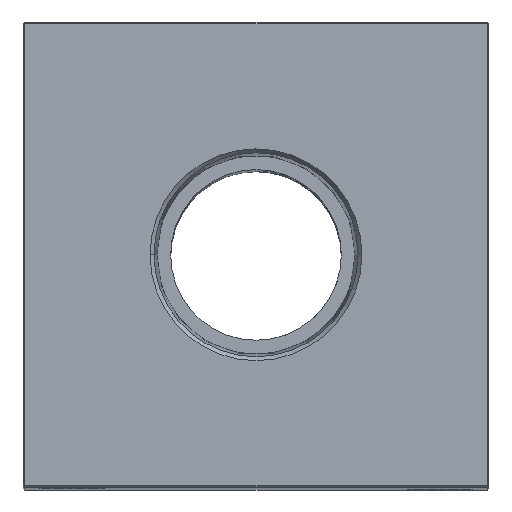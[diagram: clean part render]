
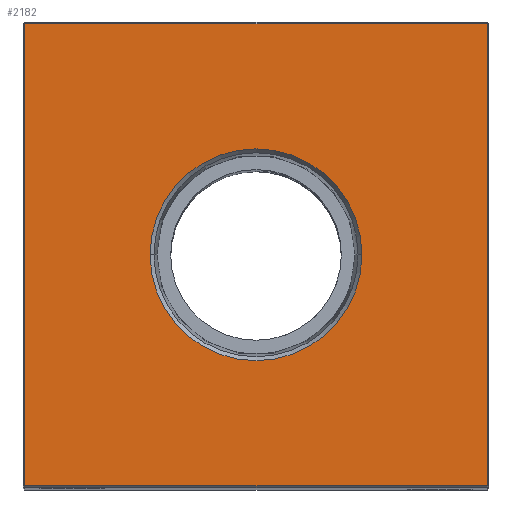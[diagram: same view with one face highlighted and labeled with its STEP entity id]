
A CAD part, top view. The second image highlights one B-rep face of the part: STEP entity #2182.
In plain terms, the highlighted planar face has unit normal (0, 0, 1).
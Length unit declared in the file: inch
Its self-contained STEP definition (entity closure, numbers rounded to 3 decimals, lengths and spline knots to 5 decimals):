
#394 = CARTESIAN_POINT ( 'NONE',  ( 0., -1.49, 9.25 ) ) ;
#444 = CARTESIAN_POINT ( 'NONE',  ( -0.68248, 0., 9.25 ) ) ;
#1051 = LINE ( 'NONE', #23129, #21574 ) ;
#1607 = LINE ( 'NONE', #9697, #15474 ) ;
#1714 = LINE ( 'NONE', #25799, #25683 ) ;
#2182 = ADVANCED_FACE ( 'NONE', ( #22146, #10159 ), #18038, .F. ) ;
#2795 = CARTESIAN_POINT ( 'NONE',  ( 1.49, 1.49, 9.25 ) ) ;
#4270 = ORIENTED_EDGE ( 'NONE', *, *, #16636, .T. ) ;
#5299 = CIRCLE ( 'NONE', #9531, 0.68248 ) ;
#5768 = VERTEX_POINT ( 'NONE', #17445 ) ;
#5798 = CARTESIAN_POINT ( 'NONE',  ( 0., 0., 9.25 ) ) ;
#5997 = EDGE_CURVE ( 'NONE', #10826, #12293, #1607, .T. ) ;
#6193 = DIRECTION ( 'NONE',  ( 0., 0., -1. ) ) ;
#7297 = DIRECTION ( 'NONE',  ( 0., 1., 0. ) ) ;
#7817 = VERTEX_POINT ( 'NONE', #12861 ) ;
#9531 = AXIS2_PLACEMENT_3D ( 'NONE', #17900, #12280, #24154 ) ;
#9697 = CARTESIAN_POINT ( 'NONE',  ( 0., 1.49, 9.25 ) ) ;
#10025 = DIRECTION ( 'NONE',  ( 0., 0., 1. ) ) ;
#10159 = FACE_BOUND ( 'NONE', #18697, .T. ) ;
#10335 = LINE ( 'NONE', #394, #18593 ) ;
#10734 = DIRECTION ( 'NONE',  ( 0., -1., 0. ) ) ;
#10826 = VERTEX_POINT ( 'NONE', #2795 ) ;
#11609 = AXIS2_PLACEMENT_3D ( 'NONE', #5798, #10025, #13903 ) ;
#12280 = DIRECTION ( 'NONE',  ( 0., 0., 1. ) ) ;
#12293 = VERTEX_POINT ( 'NONE', #16422 ) ;
#12861 = CARTESIAN_POINT ( 'NONE',  ( 0.68248, 0., 9.25 ) ) ;
#13146 = CARTESIAN_POINT ( 'NONE',  ( 1.49, -1.49, 9.25 ) ) ;
#13824 = ORIENTED_EDGE ( 'NONE', *, *, #5997, .T. ) ;
#13903 = DIRECTION ( 'NONE',  ( 1., 0., 0. ) ) ;
#14006 = AXIS2_PLACEMENT_3D ( 'NONE', #22280, #6193, #22019 ) ;
#14202 = VERTEX_POINT ( 'NONE', #13146 ) ;
#15474 = VECTOR ( 'NONE', #17835, 39.37008 ) ;
#15775 = EDGE_CURVE ( 'NONE', #5768, #14202, #10335, .T. ) ;
#15801 = EDGE_LOOP ( 'NONE', ( #4270, #18172, #24525, #13824 ) ) ;
#16422 = CARTESIAN_POINT ( 'NONE',  ( -1.49, 1.49, 9.25 ) ) ;
#16636 = EDGE_CURVE ( 'NONE', #12293, #5768, #1051, .T. ) ;
#17445 = CARTESIAN_POINT ( 'NONE',  ( -1.49, -1.49, 9.25 ) ) ;
#17835 = DIRECTION ( 'NONE',  ( -1., 0., 0. ) ) ;
#17853 = ORIENTED_EDGE ( 'NONE', *, *, #21678, .F. ) ;
#17900 = CARTESIAN_POINT ( 'NONE',  ( 0., 0., 9.25 ) ) ;
#18038 = PLANE ( 'NONE',  #14006 ) ;
#18172 = ORIENTED_EDGE ( 'NONE', *, *, #15775, .T. ) ;
#18213 = DIRECTION ( 'NONE',  ( 1., 0., 0. ) ) ;
#18439 = CIRCLE ( 'NONE', #11609, 0.68248 ) ;
#18593 = VECTOR ( 'NONE', #18213, 39.37008 ) ;
#18697 = EDGE_LOOP ( 'NONE', ( #17853, #25993 ) ) ;
#20367 = EDGE_CURVE ( 'NONE', #14202, #10826, #1714, .T. ) ;
#21574 = VECTOR ( 'NONE', #10734, 39.37008 ) ;
#21678 = EDGE_CURVE ( 'NONE', #7817, #22053, #5299, .T. ) ;
#22019 = DIRECTION ( 'NONE',  ( -1., 0., 0. ) ) ;
#22053 = VERTEX_POINT ( 'NONE', #444 ) ;
#22146 = FACE_OUTER_BOUND ( 'NONE', #15801, .T. ) ;
#22280 = CARTESIAN_POINT ( 'NONE',  ( 0., 0., 9.25 ) ) ;
#22736 = EDGE_CURVE ( 'NONE', #22053, #7817, #18439, .T. ) ;
#23129 = CARTESIAN_POINT ( 'NONE',  ( -1.49, 0., 9.25 ) ) ;
#24154 = DIRECTION ( 'NONE',  ( 1., 0., 0. ) ) ;
#24525 = ORIENTED_EDGE ( 'NONE', *, *, #20367, .T. ) ;
#25683 = VECTOR ( 'NONE', #7297, 39.37008 ) ;
#25799 = CARTESIAN_POINT ( 'NONE',  ( 1.49, 0., 9.25 ) ) ;
#25993 = ORIENTED_EDGE ( 'NONE', *, *, #22736, .F. ) ;
